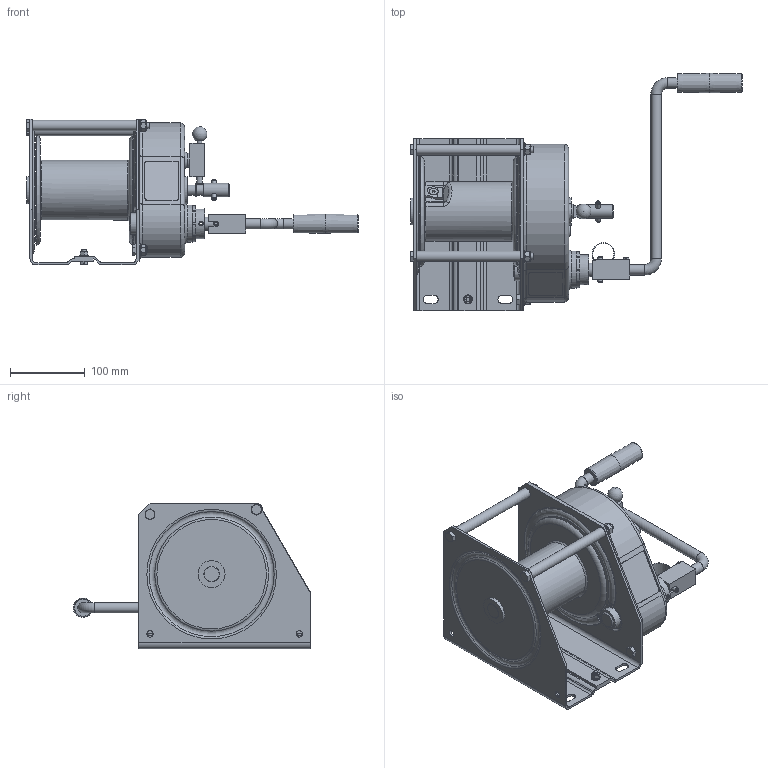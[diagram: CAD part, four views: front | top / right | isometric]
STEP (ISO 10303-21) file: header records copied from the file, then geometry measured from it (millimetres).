
FILE_DESCRIPTION(('STEP AP214'),'1');
FILE_NAME('PMH Haacon Vinsch 4202.stp','2013-06-28T12:14:26',(' '),(' '),'Spatial InterOp 3D',' ',' ');
FILE_SCHEMA(('automotive_design'));
Length unit declared in the file: millimetre
Products named in the file (3): PMH Haacon Vinsch 4202 ; 1; 2
Assembly tree (2 placements, depth 2):
  PMH Haacon Vinsch 4202 
    1
    2
Bounding box: 444.49 x 317.56 x 195 mm (x, y, z)
Volume: 3171375.6 mm3; surface area: 432233.5 mm2
Topology: 2 solids, 2 shells, 666 faces, 1643 edges, 1037 vertices
Faces by surface type: plane 323, cylinder 149, cone 146, torus 34, bspline 13, sphere 1
Full cylindrical faces by diameter (mm): 6 x5, 7.8 x1, 8 x5, 8.5 x2, 12 x3, 14 x7, 16 x4, 18 x3, 18.5 x1, 19 x1, 22 x1, 23.2 x1, 29 x1, 30 x1, 32 x1, 36 x2, 36.4 x1, 40 x1, 50 x1, 52 x1, 80 x1
Entity records: 37995 total; most frequent: CARTESIAN_POINT 17588, DIRECTION 3041, ORIENTED_EDGE 3038, EDGE_CURVE 1519, AXIS2_PLACEMENT_3D 1165, VERTEX_POINT 1013, EDGE_LOOP 848, FACE_OUTER_BOUND 739
